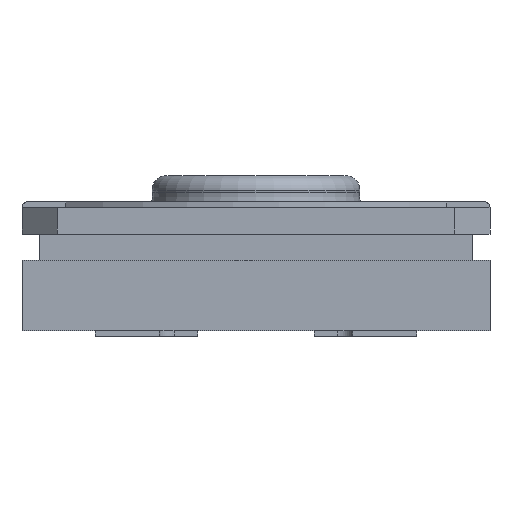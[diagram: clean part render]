
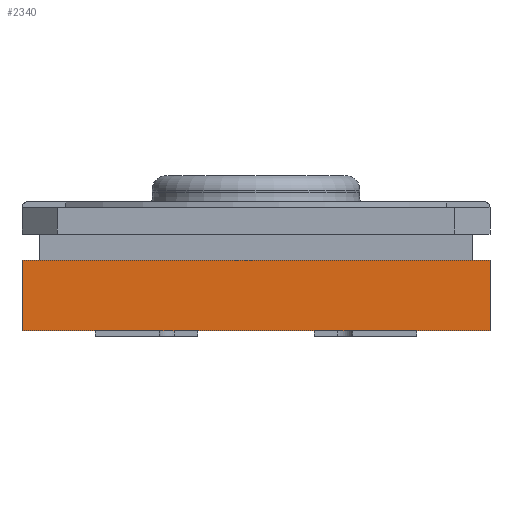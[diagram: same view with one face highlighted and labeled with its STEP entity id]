
A CAD part, left-side view. The second image highlights one B-rep face of the part: STEP entity #2340.
In plain terms, the highlighted planar face has unit normal (-1, 0, 0).
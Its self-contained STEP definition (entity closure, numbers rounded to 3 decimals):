
#2284=CARTESIAN_POINT('',(-1.3,0.8,0.24));
#2285=VERTEX_POINT('',#2284);
#2293=CARTESIAN_POINT('',(-1.3,0.8,0.));
#2294=VERTEX_POINT('',#2293);
#2301=CARTESIAN_POINT('',(-1.3,0.8,0.24));
#2302=DIRECTION('',(0.,0.,-1.));
#2303=VECTOR('',#2302,0.24);
#2304=LINE('',#2301,#2303);
#2305=EDGE_CURVE('',#2285,#2294,#2304,.T.);
#2310=CARTESIAN_POINT('',(-1.3,-0.,0.53));
#2311=DIRECTION('',(-1.,0.,0.));
#2312=DIRECTION('',(-0.,-1.,0.));
#2313=AXIS2_PLACEMENT_3D('',#2310,#2311,#2312);
#2314=PLANE('',#2313);
#2315=CARTESIAN_POINT('',(-1.3,-0.8,0.24));
#2316=VERTEX_POINT('',#2315);
#2317=CARTESIAN_POINT('',(-1.3,0.8,0.24));
#2318=DIRECTION('',(-0.,-1.,0.));
#2319=VECTOR('',#2318,1.6);
#2320=LINE('',#2317,#2319);
#2321=EDGE_CURVE('',#2285,#2316,#2320,.T.);
#2322=ORIENTED_EDGE('',*,*,#2321,.F.);
#2323=ORIENTED_EDGE('',*,*,#2305,.T.);
#2324=CARTESIAN_POINT('',(-1.3,-0.8,0.));
#2325=VERTEX_POINT('',#2324);
#2326=CARTESIAN_POINT('',(-1.3,-0.8,0.));
#2327=DIRECTION('',(0.,1.,0.));
#2328=VECTOR('',#2327,1.6);
#2329=LINE('',#2326,#2328);
#2330=EDGE_CURVE('',#2325,#2294,#2329,.T.);
#2331=ORIENTED_EDGE('',*,*,#2330,.F.);
#2332=CARTESIAN_POINT('',(-1.3,-0.8,0.24));
#2333=DIRECTION('',(0.,0.,-1.));
#2334=VECTOR('',#2333,0.24);
#2335=LINE('',#2332,#2334);
#2336=EDGE_CURVE('',#2316,#2325,#2335,.T.);
#2337=ORIENTED_EDGE('',*,*,#2336,.F.);
#2338=EDGE_LOOP('',(#2322,#2323,#2331,#2337));
#2339=FACE_BOUND('',#2338,.T.);
#2340=ADVANCED_FACE('',(#2339),#2314,.T.);
